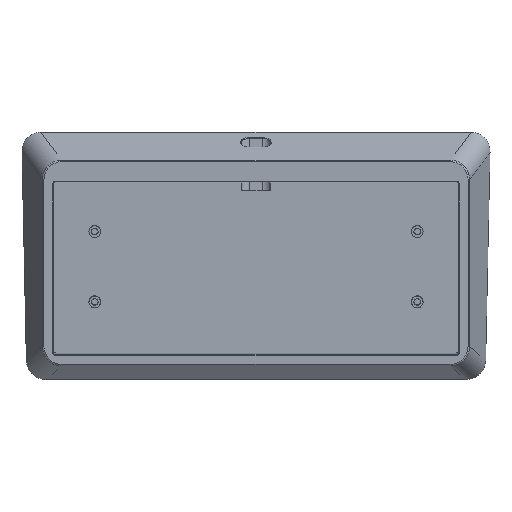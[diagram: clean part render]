
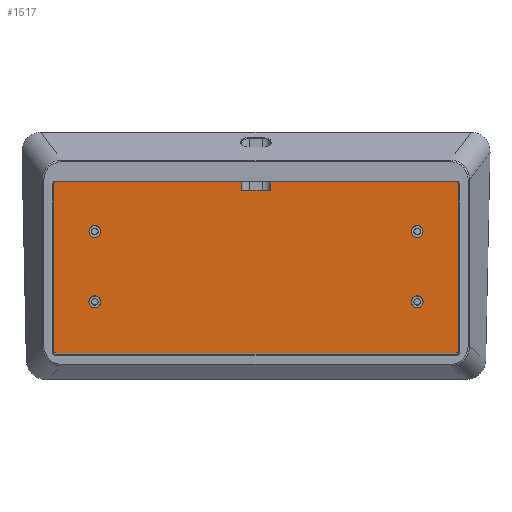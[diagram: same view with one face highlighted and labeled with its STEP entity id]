
A CAD part, top view. The second image highlights one B-rep face of the part: STEP entity #1517.
In plain terms, the highlighted planar face has unit normal (0, -0.052, 0.999).
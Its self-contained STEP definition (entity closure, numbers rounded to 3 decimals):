
#20=FACE_BOUND('',#299,.T.);
#21=FACE_BOUND('',#300,.T.);
#22=FACE_BOUND('',#301,.T.);
#23=FACE_BOUND('',#302,.T.);
#35=CIRCLE('',#1626,1.);
#36=CIRCLE('',#1627,1.);
#37=CIRCLE('',#1628,1.);
#38=CIRCLE('',#1629,1.);
#39=CIRCLE('',#1630,2.75);
#40=CIRCLE('',#1631,2.75);
#41=CIRCLE('',#1632,2.75);
#42=CIRCLE('',#1633,2.75);
#201=FACE_OUTER_BOUND('',#298,.T.);
#298=EDGE_LOOP('',(#1113,#1114,#1115,#1116,#1117,#1118,#1119,#1120,#1121,
#1122,#1123,#1124));
#299=EDGE_LOOP('',(#1125));
#300=EDGE_LOOP('',(#1126));
#301=EDGE_LOOP('',(#1127));
#302=EDGE_LOOP('',(#1128));
#414=LINE('',#2339,#542);
#417=LINE('',#2349,#545);
#419=LINE('',#2354,#547);
#420=LINE('',#2357,#548);
#421=LINE('',#2359,#549);
#422=LINE('',#2363,#550);
#423=LINE('',#2367,#551);
#424=LINE('',#2371,#552);
#542=VECTOR('',#1766,10.);
#545=VECTOR('',#1775,10.);
#547=VECTOR('',#1783,10.);
#548=VECTOR('',#1786,10.);
#549=VECTOR('',#1787,10.);
#550=VECTOR('',#1790,10.);
#551=VECTOR('',#1793,10.);
#552=VECTOR('',#1796,10.);
#673=VERTEX_POINT('',#2336);
#674=VERTEX_POINT('',#2338);
#677=VERTEX_POINT('',#2346);
#678=VERTEX_POINT('',#2348);
#679=VERTEX_POINT('',#2356);
#680=VERTEX_POINT('',#2358);
#681=VERTEX_POINT('',#2360);
#682=VERTEX_POINT('',#2362);
#683=VERTEX_POINT('',#2364);
#684=VERTEX_POINT('',#2366);
#685=VERTEX_POINT('',#2368);
#686=VERTEX_POINT('',#2370);
#687=VERTEX_POINT('',#2373);
#688=VERTEX_POINT('',#2375);
#689=VERTEX_POINT('',#2377);
#690=VERTEX_POINT('',#2379);
#831=EDGE_CURVE('',#673,#674,#414,.T.);
#836=EDGE_CURVE('',#678,#677,#417,.F.);
#839=EDGE_CURVE('',#677,#674,#419,.T.);
#840=EDGE_CURVE('',#678,#679,#420,.T.);
#841=EDGE_CURVE('',#680,#673,#421,.F.);
#842=EDGE_CURVE('',#680,#681,#35,.T.);
#843=EDGE_CURVE('',#682,#681,#422,.T.);
#844=EDGE_CURVE('',#682,#683,#36,.T.);
#845=EDGE_CURVE('',#684,#683,#423,.T.);
#846=EDGE_CURVE('',#684,#685,#37,.T.);
#847=EDGE_CURVE('',#686,#685,#424,.T.);
#848=EDGE_CURVE('',#686,#679,#38,.T.);
#849=EDGE_CURVE('',#687,#687,#39,.T.);
#850=EDGE_CURVE('',#688,#688,#40,.T.);
#851=EDGE_CURVE('',#689,#689,#41,.T.);
#852=EDGE_CURVE('',#690,#690,#42,.T.);
#1113=ORIENTED_EDGE('',*,*,#840,.F.);
#1114=ORIENTED_EDGE('',*,*,#836,.T.);
#1115=ORIENTED_EDGE('',*,*,#839,.T.);
#1116=ORIENTED_EDGE('',*,*,#831,.F.);
#1117=ORIENTED_EDGE('',*,*,#841,.F.);
#1118=ORIENTED_EDGE('',*,*,#842,.T.);
#1119=ORIENTED_EDGE('',*,*,#843,.F.);
#1120=ORIENTED_EDGE('',*,*,#844,.T.);
#1121=ORIENTED_EDGE('',*,*,#845,.F.);
#1122=ORIENTED_EDGE('',*,*,#846,.T.);
#1123=ORIENTED_EDGE('',*,*,#847,.F.);
#1124=ORIENTED_EDGE('',*,*,#848,.T.);
#1125=ORIENTED_EDGE('',*,*,#849,.T.);
#1126=ORIENTED_EDGE('',*,*,#850,.T.);
#1127=ORIENTED_EDGE('',*,*,#851,.T.);
#1128=ORIENTED_EDGE('',*,*,#852,.T.);
#1465=PLANE('',#1625);
#1517=ADVANCED_FACE('',(#201,#20,#21,#22,#23),#1465,.F.);
#1625=AXIS2_PLACEMENT_3D('',#2355,#1784,#1785);
#1626=AXIS2_PLACEMENT_3D('',#2361,#1788,#1789);
#1627=AXIS2_PLACEMENT_3D('',#2365,#1791,#1792);
#1628=AXIS2_PLACEMENT_3D('',#2369,#1794,#1795);
#1629=AXIS2_PLACEMENT_3D('',#2372,#1797,#1798);
#1630=AXIS2_PLACEMENT_3D('',#2374,#1799,#1800);
#1631=AXIS2_PLACEMENT_3D('',#2376,#1801,#1802);
#1632=AXIS2_PLACEMENT_3D('',#2378,#1803,#1804);
#1633=AXIS2_PLACEMENT_3D('',#2380,#1805,#1806);
#1766=DIRECTION('',(0.,-0.999,-0.052));
#1775=DIRECTION('',(0.,0.999,0.052));
#1783=DIRECTION('',(-1.,0.,0.));
#1784=DIRECTION('center_axis',(0.,0.052,
-0.999));
#1785=DIRECTION('ref_axis',(-1.,0.,0.));
#1786=DIRECTION('',(1.,0.,0.));
#1787=DIRECTION('',(-1.,0.,0.));
#1788=DIRECTION('center_axis',(0.,-0.052,
0.999));
#1789=DIRECTION('ref_axis',(-0.707,0.706,0.037));
#1790=DIRECTION('',(0.,0.999,0.052));
#1791=DIRECTION('center_axis',(0.,-0.052,
0.999));
#1792=DIRECTION('ref_axis',(-0.707,-0.706,-0.037));
#1793=DIRECTION('',(-1.,0.,0.));
#1794=DIRECTION('center_axis',(0.,-0.052,
0.999));
#1795=DIRECTION('ref_axis',(0.707,-0.706,-0.037));
#1796=DIRECTION('',(0.,-0.999,-0.052));
#1797=DIRECTION('center_axis',(0.,-0.052,
0.999));
#1798=DIRECTION('ref_axis',(0.707,0.706,0.037));
#1799=DIRECTION('center_axis',(0.,0.052,
-0.999));
#1800=DIRECTION('ref_axis',(1.,0.,0.));
#1801=DIRECTION('center_axis',(0.,0.052,
-0.999));
#1802=DIRECTION('ref_axis',(1.,0.,0.));
#1803=DIRECTION('center_axis',(0.,0.052,
-0.999));
#1804=DIRECTION('ref_axis',(1.,0.,0.));
#1805=DIRECTION('center_axis',(0.,0.052,
-0.999));
#1806=DIRECTION('ref_axis',(1.,0.,0.));
#2336=CARTESIAN_POINT('',(-6.645,40.775,-13.129));
#2338=CARTESIAN_POINT('',(-6.645,35.782,-13.39));
#2339=CARTESIAN_POINT('',(-6.645,40.775,-13.129));
#2346=CARTESIAN_POINT('',(6.645,35.782,-13.39));
#2348=CARTESIAN_POINT('',(6.645,40.775,-13.129));
#2349=CARTESIAN_POINT('',(6.645,40.775,-13.129));
#2354=CARTESIAN_POINT('',(0.,35.782,-13.39));
#2355=CARTESIAN_POINT('Origin',(0.,-0.15,
-15.273));
#2356=CARTESIAN_POINT('',(94.75,40.775,-13.129));
#2357=CARTESIAN_POINT('',(95.75,40.775,-13.129));
#2358=CARTESIAN_POINT('',(-94.75,40.775,-13.129));
#2359=CARTESIAN_POINT('',(-47.875,40.775,-13.129));
#2360=CARTESIAN_POINT('',(-95.75,39.777,-13.181));
#2361=CARTESIAN_POINT('Origin',(-94.75,39.777,-13.181));
#2362=CARTESIAN_POINT('',(-95.75,-40.076,-17.366));
#2363=CARTESIAN_POINT('',(-95.75,40.775,-13.129));
#2364=CARTESIAN_POINT('',(-94.75,-41.075,-17.418));
#2365=CARTESIAN_POINT('Origin',(-94.75,-40.076,-17.366));
#2366=CARTESIAN_POINT('',(94.75,-41.075,-17.418));
#2367=CARTESIAN_POINT('',(-95.75,-41.075,-17.418));
#2368=CARTESIAN_POINT('',(95.75,-40.076,-17.366));
#2369=CARTESIAN_POINT('Origin',(94.75,-40.076,-17.366));
#2370=CARTESIAN_POINT('',(95.75,39.777,-13.181));
#2371=CARTESIAN_POINT('',(95.75,-41.075,-17.418));
#2372=CARTESIAN_POINT('Origin',(94.75,39.777,-13.181));
#2373=CARTESIAN_POINT('',(-78.95,-16.796,-16.146));
#2374=CARTESIAN_POINT('Origin',(-76.2,-16.796,-16.146));
#2375=CARTESIAN_POINT('',(73.45,-16.796,-16.146));
#2376=CARTESIAN_POINT('Origin',(76.2,-16.796,-16.146));
#2377=CARTESIAN_POINT('',(-78.95,16.496,-14.401));
#2378=CARTESIAN_POINT('Origin',(-76.2,16.496,-14.401));
#2379=CARTESIAN_POINT('',(73.45,16.496,-14.401));
#2380=CARTESIAN_POINT('Origin',(76.2,16.496,-14.401));
